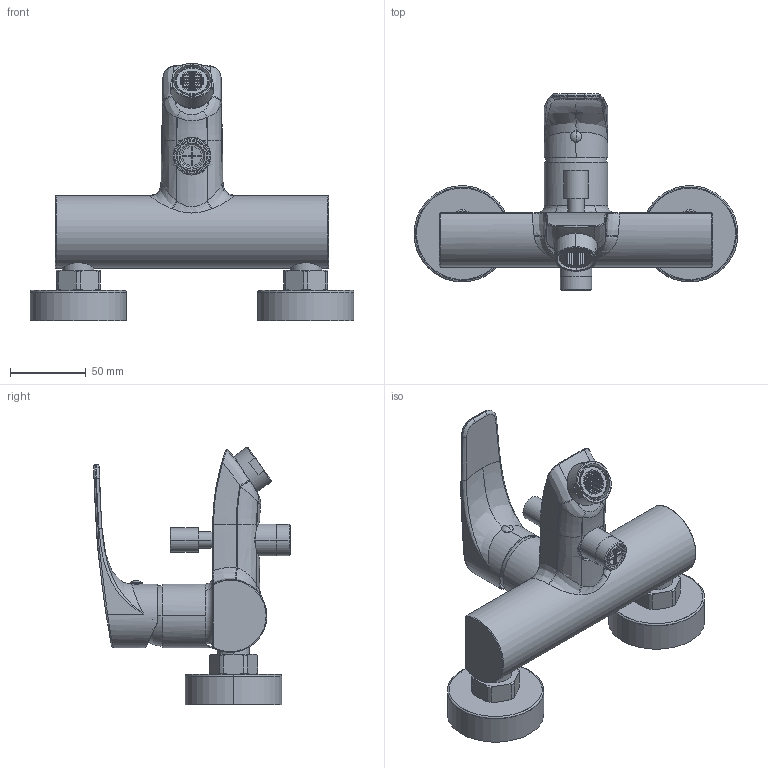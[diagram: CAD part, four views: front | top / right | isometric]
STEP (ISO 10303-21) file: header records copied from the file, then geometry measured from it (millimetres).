
FILE_DESCRIPTION((''),'2;1');
FILE_NAME('LM022CR','2021-11-29T13:45:46',('ut3'),('PAFFONI SpA'),'CREO PARAMETRIC BY PTC INC, 2020044','CREO PARAMETRIC BY PTC INC, 2020044','');
FILE_SCHEMA(('CONFIG_CONTROL_DESIGN','SHAPE_APPEARANCE_LAYERS_GROUPS'));
Products named in the file (1): LM022CR
Bounding box: 213.5 x 129.33 x 169.8 mm (x, y, z)
Volume: 216307.5 mm3; surface area: 175370.5 mm2
Topology: 8 solids, 9 shells, 2855 faces, 8033 edges, 5210 vertices
Faces by surface type: plane 1983, cylinder 443, bspline 180, cone 137, torus 90, sphere 22
Entity records: 131773 total; most frequent: CARTESIAN_POINT 37035, ORIENTED_EDGE 16042, DIRECTION 14999, EDGE_CURVE 8021, VERTEX_POINT 5210, VECTOR 5041, LINE 5041, AXIS2_PLACEMENT_3D 4979
